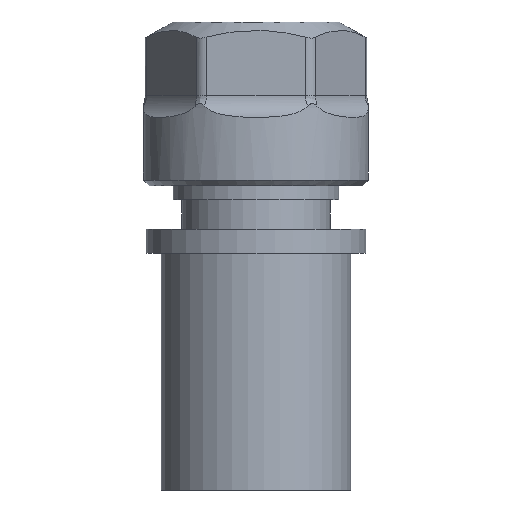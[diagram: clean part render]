
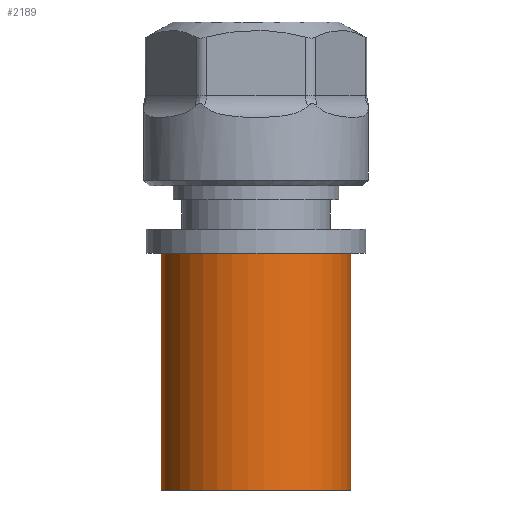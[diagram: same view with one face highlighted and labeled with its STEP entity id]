
A CAD part, front view. The second image highlights one B-rep face of the part: STEP entity #2189.
In plain terms, the highlighted cylindrical face has radius 8 mm (diameter 16 mm), a partial arc.
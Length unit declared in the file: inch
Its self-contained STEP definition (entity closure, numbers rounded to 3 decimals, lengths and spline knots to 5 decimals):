
#6 = DIRECTION ( 'NONE',  ( 0., 0., 1. ) ) ;
#21 = CARTESIAN_POINT ( 'NONE',  ( 0., 0., -0.7874 ) ) ;
#124 = CARTESIAN_POINT ( 'NONE',  ( 0., 0., 0. ) ) ;
#212 = CARTESIAN_POINT ( 'NONE',  ( -0.15248, 0.27559, 0. ) ) ;
#251 = CARTESIAN_POINT ( 'NONE',  ( 0., 0., -0.7874 ) ) ;
#683 = EDGE_CURVE ( 'NONE', #2146, #1014, #2667, .T. ) ;
#687 = CARTESIAN_POINT ( 'NONE',  ( 0.15248, 0.27559, -0.7874 ) ) ;
#751 = CYLINDRICAL_SURFACE ( 'NONE', #3077, 0.31496 ) ;
#843 = LINE ( 'NONE', #2503, #2248 ) ;
#850 = EDGE_CURVE ( 'NONE', #2179, #2557, #1908, .T. ) ;
#941 = CARTESIAN_POINT ( 'NONE',  ( 0.15248, 0.27559, 0. ) ) ;
#961 = DIRECTION ( 'NONE',  ( -1., 0., 0. ) ) ;
#1014 = VERTEX_POINT ( 'NONE', #212 ) ;
#1210 = DIRECTION ( 'NONE',  ( 0., 0., -1. ) ) ;
#1257 = ORIENTED_EDGE ( 'NONE', *, *, #850, .F. ) ;
#1308 = CARTESIAN_POINT ( 'NONE',  ( -0.15248, 0.27559, -0.7874 ) ) ;
#1319 = DIRECTION ( 'NONE',  ( 0., 0., -1. ) ) ;
#1467 = DIRECTION ( 'NONE',  ( 0., 0., 1. ) ) ;
#1540 = ORIENTED_EDGE ( 'NONE', *, *, #683, .T. ) ;
#1552 = VECTOR ( 'NONE', #1467, 39.37008 ) ;
#1637 = AXIS2_PLACEMENT_3D ( 'NONE', #124, #1319, #2774 ) ;
#1639 = EDGE_CURVE ( 'NONE', #1014, #2557, #843, .T. ) ;
#1696 = CARTESIAN_POINT ( 'NONE',  ( 0.15248, 0.27559, -0.7874 ) ) ;
#1806 = DIRECTION ( 'NONE',  ( 0., 0., -1. ) ) ;
#1908 = CIRCLE ( 'NONE', #2322, 0.31496 ) ;
#1961 = EDGE_CURVE ( 'NONE', #2179, #2146, #2690, .T. ) ;
#2146 = VERTEX_POINT ( 'NONE', #941 ) ;
#2179 = VERTEX_POINT ( 'NONE', #687 ) ;
#2182 = FACE_OUTER_BOUND ( 'NONE', #2945, .T. ) ;
#2189 = ADVANCED_FACE ( 'NONE', ( #2182 ), #751, .T. ) ;
#2216 = ORIENTED_EDGE ( 'NONE', *, *, #1639, .T. ) ;
#2248 = VECTOR ( 'NONE', #1806, 39.37008 ) ;
#2322 = AXIS2_PLACEMENT_3D ( 'NONE', #251, #1210, #961 ) ;
#2446 = DIRECTION ( 'NONE',  ( 1., 0., 0. ) ) ;
#2503 = CARTESIAN_POINT ( 'NONE',  ( -0.15248, 0.27559, -0.7874 ) ) ;
#2557 = VERTEX_POINT ( 'NONE', #1308 ) ;
#2667 = CIRCLE ( 'NONE', #1637, 0.31496 ) ;
#2690 = LINE ( 'NONE', #1696, #1552 ) ;
#2706 = ORIENTED_EDGE ( 'NONE', *, *, #1961, .T. ) ;
#2774 = DIRECTION ( 'NONE',  ( -1., 0., 0. ) ) ;
#2945 = EDGE_LOOP ( 'NONE', ( #1257, #2706, #1540, #2216 ) ) ;
#3077 = AXIS2_PLACEMENT_3D ( 'NONE', #21, #6, #2446 ) ;
